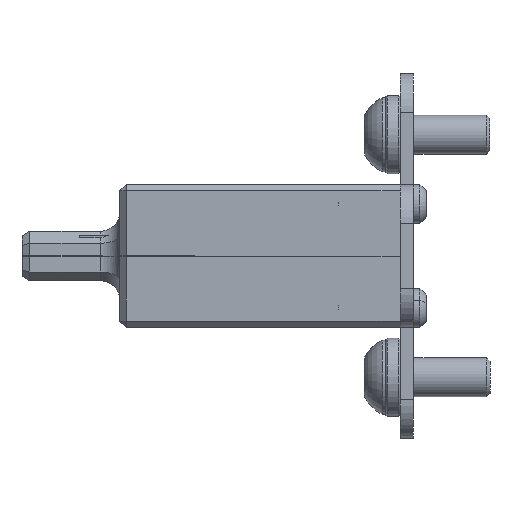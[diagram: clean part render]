
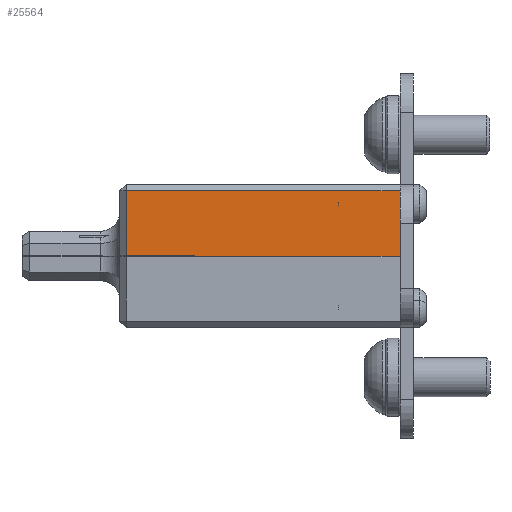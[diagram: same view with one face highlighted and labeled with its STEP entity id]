
A CAD part, left-side view. The second image highlights one B-rep face of the part: STEP entity #25564.
In plain terms, the highlighted planar face has unit normal (-1, 0, 0).
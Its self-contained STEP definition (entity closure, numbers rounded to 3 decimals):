
#471 = DIRECTION ( 'NONE',  ( 0., 0., -1. ) ) ;
#1411 = VERTEX_POINT ( 'NONE', #8836 ) ;
#1831 = EDGE_LOOP ( 'NONE', ( #23090, #23591, #17079, #21846 ) ) ;
#2238 = EDGE_CURVE ( 'NONE', #14414, #1411, #2258, .T. ) ;
#2258 = LINE ( 'NONE', #13658, #17048 ) ;
#2414 = CARTESIAN_POINT ( 'NONE',  ( -7.5, -14.5, 5. ) ) ;
#3854 = FACE_OUTER_BOUND ( 'NONE', #1831, .T. ) ;
#4049 = VECTOR ( 'NONE', #17504, 1000. ) ;
#5682 = CARTESIAN_POINT ( 'NONE',  ( -7.5, -14.5, 5. ) ) ;
#5963 = CARTESIAN_POINT ( 'NONE',  ( -7.5, 6.5, 0. ) ) ;
#6018 = DIRECTION ( 'NONE',  ( 0., -1., 0. ) ) ;
#6972 = EDGE_CURVE ( 'NONE', #8779, #24095, #17110, .T. ) ;
#7347 = CARTESIAN_POINT ( 'NONE',  ( -7.5, 6.5, 5. ) ) ;
#7953 = VECTOR ( 'NONE', #11486, 1000. ) ;
#8779 = VERTEX_POINT ( 'NONE', #2414 ) ;
#8836 = CARTESIAN_POINT ( 'NONE',  ( -7.5, -14.5, 0. ) ) ;
#11486 = DIRECTION ( 'NONE',  ( 0., 0., -1. ) ) ;
#13658 = CARTESIAN_POINT ( 'NONE',  ( -7.5, -14.5, 0. ) ) ;
#14233 = DIRECTION ( 'NONE',  ( 1., 0., 0. ) ) ;
#14414 = VERTEX_POINT ( 'NONE', #25069 ) ;
#15140 = LINE ( 'NONE', #24848, #7953 ) ;
#15929 = PLANE ( 'NONE',  #17346 ) ;
#17048 = VECTOR ( 'NONE', #6018, 1000. ) ;
#17079 = ORIENTED_EDGE ( 'NONE', *, *, #18272, .F. ) ;
#17110 = LINE ( 'NONE', #5682, #20746 ) ;
#17346 = AXIS2_PLACEMENT_3D ( 'NONE', #23823, #14233, #471 ) ;
#17504 = DIRECTION ( 'NONE',  ( 0., 0., -1. ) ) ;
#18272 = EDGE_CURVE ( 'NONE', #8779, #1411, #15140, .T. ) ;
#19554 = DIRECTION ( 'NONE',  ( 0., 1., 0. ) ) ;
#19699 = LINE ( 'NONE', #5963, #4049 ) ;
#20746 = VECTOR ( 'NONE', #19554, 1000. ) ;
#21846 = ORIENTED_EDGE ( 'NONE', *, *, #6972, .T. ) ;
#22565 = EDGE_CURVE ( 'NONE', #24095, #14414, #19699, .T. ) ;
#23090 = ORIENTED_EDGE ( 'NONE', *, *, #22565, .T. ) ;
#23591 = ORIENTED_EDGE ( 'NONE', *, *, #2238, .T. ) ;
#23823 = CARTESIAN_POINT ( 'NONE',  ( -7.5, -14.5, 5.5 ) ) ;
#24095 = VERTEX_POINT ( 'NONE', #7347 ) ;
#24848 = CARTESIAN_POINT ( 'NONE',  ( -7.5, -14.5, 5.5 ) ) ;
#25069 = CARTESIAN_POINT ( 'NONE',  ( -7.5, 6.5, 0. ) ) ;
#25564 = ADVANCED_FACE ( 'NONE', ( #3854 ), #15929, .F. ) ;
